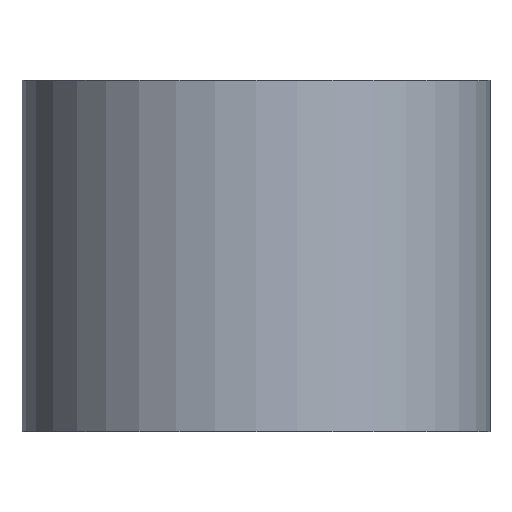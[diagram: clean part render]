
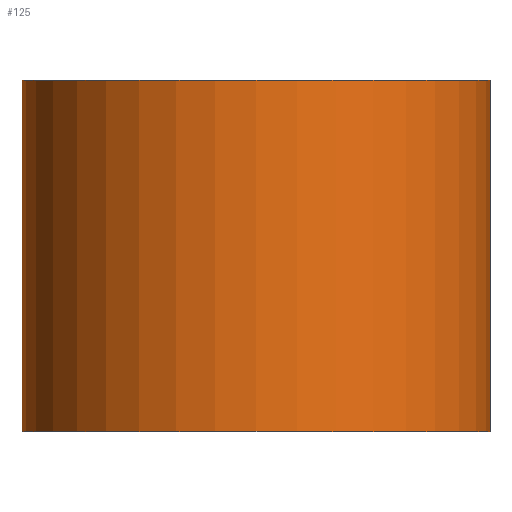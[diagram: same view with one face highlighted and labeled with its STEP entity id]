
A CAD part, front view. The second image highlights one B-rep face of the part: STEP entity #125.
In plain terms, the highlighted cylindrical face has radius 6.35 mm (diameter 12.7 mm), a partial arc.
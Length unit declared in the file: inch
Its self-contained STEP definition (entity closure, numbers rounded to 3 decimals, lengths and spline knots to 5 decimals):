
#60 = VECTOR ( 'NONE', #136, 39.37008 ) ;
#61 = CIRCLE ( 'NONE', #227, 0.25 ) ;
#62 = CIRCLE ( 'NONE', #233, 0.25 ) ;
#68 = LINE ( 'NONE', #137, #60 ) ;
#69 = LINE ( 'NONE', #145, #72 ) ;
#72 = VECTOR ( 'NONE', #143, 39.37008 ) ;
#75 = CYLINDRICAL_SURFACE ( 'NONE', #249, 0.25 ) ;
#83 = EDGE_LOOP ( 'NONE', ( #108, #110, #94, #101 ) ) ;
#94 = ORIENTED_EDGE ( 'NONE', *, *, #244, .T. ) ;
#98 = FACE_OUTER_BOUND ( 'NONE', #83, .T. ) ;
#101 = ORIENTED_EDGE ( 'NONE', *, *, #235, .T. ) ;
#108 = ORIENTED_EDGE ( 'NONE', *, *, #246, .F. ) ;
#110 = ORIENTED_EDGE ( 'NONE', *, *, #241, .F. ) ;
#125 = ADVANCED_FACE ( 'NONE', ( #98 ), #75, .T. ) ;
#136 = DIRECTION ( 'NONE',  ( 0., 0., -1. ) ) ;
#137 = CARTESIAN_POINT ( 'NONE',  ( 0.25, 0., 0.1875 ) ) ;
#143 = DIRECTION ( 'NONE',  ( 0., 0., -1. ) ) ;
#145 = CARTESIAN_POINT ( 'NONE',  ( -0.25, 0., 0.1875 ) ) ;
#150 = DIRECTION ( 'NONE',  ( 1., 0., 0. ) ) ;
#158 = CARTESIAN_POINT ( 'NONE',  ( 0., 0., -0.1875 ) ) ;
#161 = DIRECTION ( 'NONE',  ( 0., 0., 1. ) ) ;
#162 = CARTESIAN_POINT ( 'NONE',  ( 0., 0., 0.1875 ) ) ;
#163 = DIRECTION ( 'NONE',  ( 0., 0., 1. ) ) ;
#164 = DIRECTION ( 'NONE',  ( 1., 0., 0. ) ) ;
#173 = CARTESIAN_POINT ( 'NONE',  ( 0.25, 0., -0.1875 ) ) ;
#188 = CARTESIAN_POINT ( 'NONE',  ( 0., 0., 0.1875 ) ) ;
#189 = DIRECTION ( 'NONE',  ( 0., 0., -1. ) ) ;
#190 = CARTESIAN_POINT ( 'NONE',  ( -0.25, 0., 0.1875 ) ) ;
#193 = CARTESIAN_POINT ( 'NONE',  ( 0.25, 0., 0.1875 ) ) ;
#199 = CARTESIAN_POINT ( 'NONE',  ( -0.25, 0., -0.1875 ) ) ;
#202 = VERTEX_POINT ( 'NONE', #173 ) ;
#203 = DIRECTION ( 'NONE',  ( -1., 0., 0. ) ) ;
#211 = VERTEX_POINT ( 'NONE', #190 ) ;
#214 = VERTEX_POINT ( 'NONE', #193 ) ;
#217 = VERTEX_POINT ( 'NONE', #199 ) ;
#227 = AXIS2_PLACEMENT_3D ( 'NONE', #162, #161, #150 ) ;
#233 = AXIS2_PLACEMENT_3D ( 'NONE', #158, #163, #164 ) ;
#235 = EDGE_CURVE ( 'NONE', #217, #202, #62, .T. ) ;
#241 = EDGE_CURVE ( 'NONE', #211, #214, #61, .T. ) ;
#244 = EDGE_CURVE ( 'NONE', #211, #217, #69, .T. ) ;
#246 = EDGE_CURVE ( 'NONE', #214, #202, #68, .T. ) ;
#249 = AXIS2_PLACEMENT_3D ( 'NONE', #188, #189, #203 ) ;
